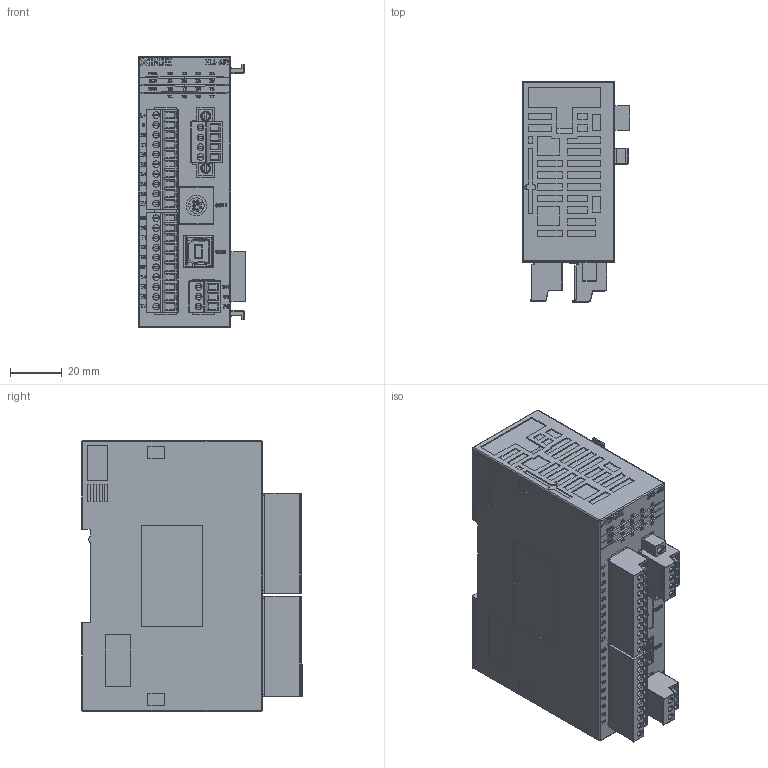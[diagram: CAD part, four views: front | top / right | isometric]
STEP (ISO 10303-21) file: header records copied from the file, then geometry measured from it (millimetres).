
FILE_DESCRIPTION(/* description */ (''),/* implementation_level */ '2;1');
FILE_NAME(/* name */ 'XL1-16T',/* time_stamp */ '2022-08-08T16:53:29+08:00',/* author */ (''),/* organization */ (''),/* preprocessor_version */ 'ST-DEVELOPER v16.5',/* originating_system */ '',/* authorisation */ '');
FILE_SCHEMA (('CONFIG_CONTROL_DESIGN'));
Products named in the file (1): Document
Bounding box: 41.8 x 85.57 x 105 mm (x, y, z)
Volume: 271005.2 mm3; surface area: 40502.7 mm2
Topology: 1 solids, 1 shells, 6852 faces, 18946 edges, 12431 vertices
Faces by surface type: plane 4505, bspline 1882, cylinder 465
Entity records: 243217 total; most frequent: CARTESIAN_POINT 118433, ORIENTED_EDGE 37876, EDGE_CURVE 18938, B_SPLINE_CURVE_WITH_KNOTS 17573, VERTEX_POINT 12431, EDGE_LOOP 7249, ADVANCED_FACE 6852, FACE_OUTER_BOUND 6852
